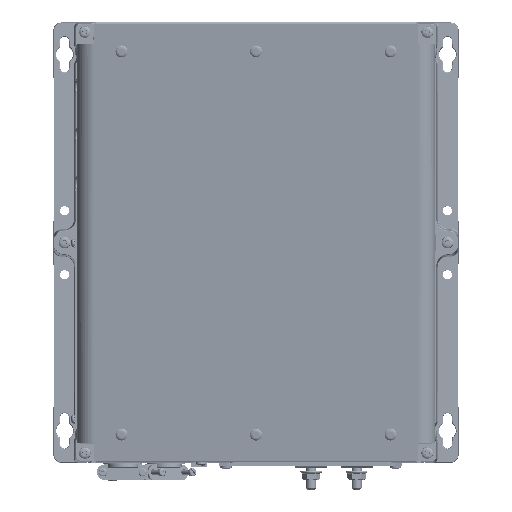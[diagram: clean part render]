
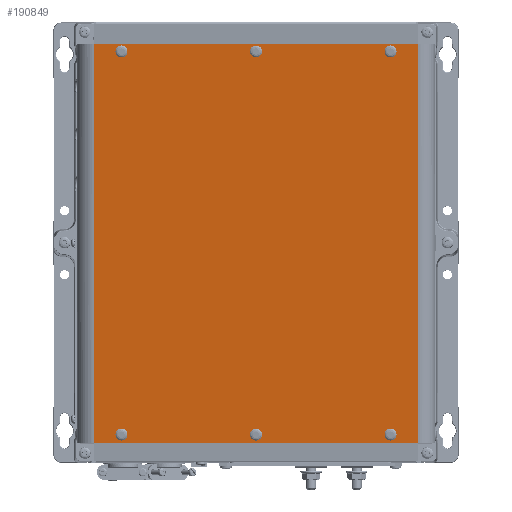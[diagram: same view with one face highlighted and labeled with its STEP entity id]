
A CAD part, top view. The second image highlights one B-rep face of the part: STEP entity #190849.
In plain terms, the highlighted face is planar.
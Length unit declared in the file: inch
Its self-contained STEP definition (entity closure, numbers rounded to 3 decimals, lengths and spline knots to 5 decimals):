
#188508=CARTESIAN_POINT('',(12.31247,6.57875,9.8));
#188509=VERTEX_POINT('',#188508);
#188510=CARTESIAN_POINT('',(12.20678,6.56566,9.8));
#188511=DIRECTION('',(0.123,-0.992,0.0));
#188512=DIRECTION('',(-0.992,-0.123,0.0));
#188513=AXIS2_PLACEMENT_3D('',#188510,#188511,#188512);
#188514=CIRCLE('',#188513,0.1065);
#188515=EDGE_CURVE('',#188509,#188509,#188514,.T.);
#188536=CARTESIAN_POINT('',(12.31247,6.57875,5.6));
#188537=VERTEX_POINT('',#188536);
#188538=CARTESIAN_POINT('',(12.20678,6.56566,5.6));
#188539=DIRECTION('',(0.123,-0.992,0.0));
#188540=DIRECTION('',(-0.992,-0.123,0.0));
#188541=AXIS2_PLACEMENT_3D('',#188538,#188539,#188540);
#188542=CIRCLE('',#188541,0.1065);
#188543=EDGE_CURVE('',#188537,#188537,#188542,.T.);
#188564=CARTESIAN_POINT('',(12.31247,6.57875,1.4));
#188565=VERTEX_POINT('',#188564);
#188566=CARTESIAN_POINT('',(12.20678,6.56566,1.4));
#188567=DIRECTION('',(0.123,-0.992,0.0));
#188568=DIRECTION('',(-0.992,-0.123,0.0));
#188569=AXIS2_PLACEMENT_3D('',#188566,#188567,#188568);
#188570=CIRCLE('',#188569,0.1065);
#188571=EDGE_CURVE('',#188565,#188565,#188570,.T.);
#188592=CARTESIAN_POINT('',(0.3538,5.09801,9.8));
#188593=VERTEX_POINT('',#188592);
#188594=CARTESIAN_POINT('',(0.24811,5.08492,9.8));
#188595=DIRECTION('',(0.123,-0.992,0.0));
#188596=DIRECTION('',(-0.992,-0.123,0.0));
#188597=AXIS2_PLACEMENT_3D('',#188594,#188595,#188596);
#188598=CIRCLE('',#188597,0.1065);
#188599=EDGE_CURVE('',#188593,#188593,#188598,.T.);
#188620=CARTESIAN_POINT('',(0.3538,5.09801,5.6));
#188621=VERTEX_POINT('',#188620);
#188622=CARTESIAN_POINT('',(0.24811,5.08492,5.6));
#188623=DIRECTION('',(0.123,-0.992,0.0));
#188624=DIRECTION('',(-0.992,-0.123,0.0));
#188625=AXIS2_PLACEMENT_3D('',#188622,#188623,#188624);
#188626=CIRCLE('',#188625,0.1065);
#188627=EDGE_CURVE('',#188621,#188621,#188626,.T.);
#188648=CARTESIAN_POINT('',(0.3538,5.09801,1.4));
#188649=VERTEX_POINT('',#188648);
#188650=CARTESIAN_POINT('',(0.24811,5.08492,1.4));
#188651=DIRECTION('',(0.123,-0.992,0.0));
#188652=DIRECTION('',(-0.992,-0.123,0.0));
#188653=AXIS2_PLACEMENT_3D('',#188650,#188651,#188652);
#188654=CIRCLE('',#188653,0.1065);
#188655=EDGE_CURVE('',#188649,#188649,#188654,.T.);
#190286=CARTESIAN_POINT('',(12.45041,6.59583,0.55));
#190287=VERTEX_POINT('',#190286);
#190295=CARTESIAN_POINT('',(12.45041,6.59583,10.65));
#190296=VERTEX_POINT('',#190295);
#190297=CARTESIAN_POINT('',(12.45041,6.59583,10.65));
#190298=DIRECTION('',(0.0,0.0,-1.0));
#190299=VECTOR('',#190298,10.1);
#190300=LINE('',#190297,#190299);
#190301=EDGE_CURVE('',#190296,#190287,#190300,.T.);
#190624=CARTESIAN_POINT('',(0.,5.0542,10.65));
#190625=VERTEX_POINT('',#190624);
#190626=CARTESIAN_POINT('',(12.45041,6.59583,10.65));
#190627=DIRECTION('',(-0.992,-0.123,0.0));
#190628=VECTOR('',#190627,12.54549);
#190629=LINE('',#190626,#190628);
#190630=EDGE_CURVE('',#190296,#190625,#190629,.T.);
#190657=CARTESIAN_POINT('',(0.,5.0542,0.55));
#190658=VERTEX_POINT('',#190657);
#190666=CARTESIAN_POINT('',(12.45041,6.59583,0.55));
#190667=DIRECTION('',(-0.992,-0.123,0.));
#190668=VECTOR('',#190667,12.54549);
#190669=LINE('',#190666,#190668);
#190670=EDGE_CURVE('',#190287,#190658,#190669,.T.);
#190815=CARTESIAN_POINT('',(12.45041,6.59583,10.65));
#190816=DIRECTION('',(-0.123,0.992,0.0));
#190817=DIRECTION('',(0.0,0.0,1.0));
#190818=AXIS2_PLACEMENT_3D('',#190815,#190816,#190817);
#190819=PLANE('',#190818);
#190820=CARTESIAN_POINT('',(0.,5.0542,0.55));
#190821=DIRECTION('',(0.0,0.0,1.0));
#190822=VECTOR('',#190821,10.1);
#190823=LINE('',#190820,#190822);
#190824=EDGE_CURVE('',#190658,#190625,#190823,.T.);
#190825=ORIENTED_EDGE('',*,*,#190824,.T.);
#190826=ORIENTED_EDGE('',*,*,#190630,.F.);
#190827=ORIENTED_EDGE('',*,*,#190301,.T.);
#190828=ORIENTED_EDGE('',*,*,#190670,.T.);
#190829=EDGE_LOOP('',(#190825,#190826,#190827,#190828));
#190830=FACE_OUTER_BOUND('',#190829,.T.);
#190831=ORIENTED_EDGE('',*,*,#188515,.T.);
#190832=EDGE_LOOP('',(#190831));
#190833=FACE_BOUND('',#190832,.T.);
#190834=ORIENTED_EDGE('',*,*,#188543,.T.);
#190835=EDGE_LOOP('',(#190834));
#190836=FACE_BOUND('',#190835,.T.);
#190837=ORIENTED_EDGE('',*,*,#188571,.T.);
#190838=EDGE_LOOP('',(#190837));
#190839=FACE_BOUND('',#190838,.T.);
#190840=ORIENTED_EDGE('',*,*,#188599,.T.);
#190841=EDGE_LOOP('',(#190840));
#190842=FACE_BOUND('',#190841,.T.);
#190843=ORIENTED_EDGE('',*,*,#188627,.T.);
#190844=EDGE_LOOP('',(#190843));
#190845=FACE_BOUND('',#190844,.T.);
#190846=ORIENTED_EDGE('',*,*,#188655,.T.);
#190847=EDGE_LOOP('',(#190846));
#190848=FACE_BOUND('',#190847,.T.);
#190849=ADVANCED_FACE('',(#190830,#190833,#190836,#190839,#190842,#190845,#190848),#190819,.T.);
